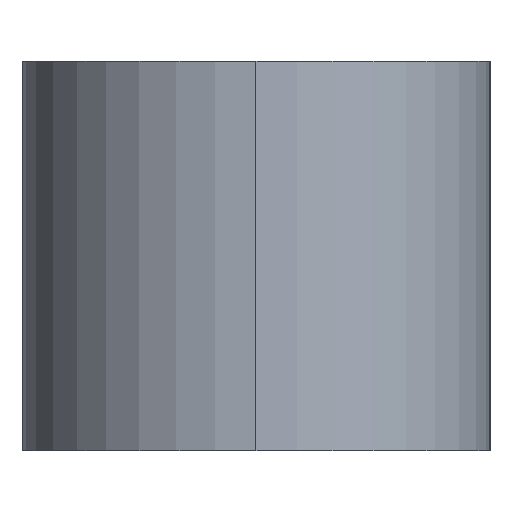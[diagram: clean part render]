
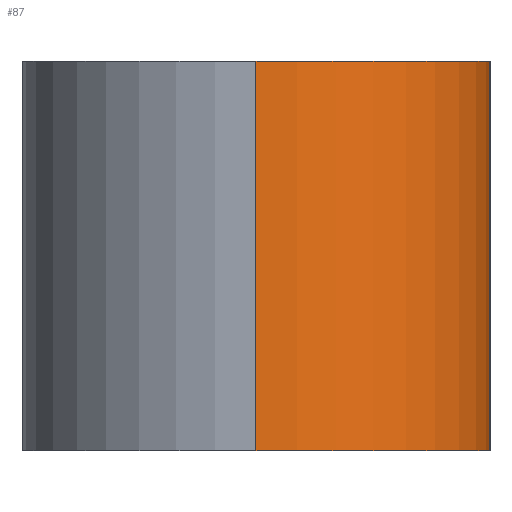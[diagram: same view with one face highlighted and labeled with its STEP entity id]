
A CAD part, left-side view. The second image highlights one B-rep face of the part: STEP entity #87.
In plain terms, the highlighted cylindrical face has radius 6 mm (diameter 12 mm), a partial arc.
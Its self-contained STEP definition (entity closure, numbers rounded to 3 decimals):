
#6 = AXIS2_PLACEMENT_3D ( 'NONE', #538, #139, #532 ) ;
#14 = VECTOR ( 'NONE', #95, 1000. ) ;
#27 = CYLINDRICAL_SURFACE ( 'NONE', #282, 6. ) ;
#37 = CARTESIAN_POINT ( 'NONE',  ( -260., -6., 0. ) ) ;
#43 = EDGE_CURVE ( 'NONE', #251, #361, #64, .T. ) ;
#64 = LINE ( 'NONE', #359, #540 ) ;
#67 = ORIENTED_EDGE ( 'NONE', *, *, #447, .F. ) ;
#87 = ADVANCED_FACE ( 'NONE', ( #467 ), #27, .T. ) ;
#95 = DIRECTION ( 'NONE',  ( 0., 0., -1. ) ) ;
#139 = DIRECTION ( 'NONE',  ( 0., 0., 1. ) ) ;
#171 = DIRECTION ( 'NONE',  ( 1., 0., 0. ) ) ;
#219 = CARTESIAN_POINT ( 'NONE',  ( -260., 0., 10. ) ) ;
#251 = VERTEX_POINT ( 'NONE', #457 ) ;
#263 = DIRECTION ( 'NONE',  ( 0., 0., -1. ) ) ;
#282 = AXIS2_PLACEMENT_3D ( 'NONE', #219, #263, #423 ) ;
#288 = CARTESIAN_POINT ( 'NONE',  ( -266., 0., 0. ) ) ;
#297 = CIRCLE ( 'NONE', #6, 6. ) ;
#305 = ORIENTED_EDGE ( 'NONE', *, *, #43, .T. ) ;
#339 = LINE ( 'NONE', #536, #14 ) ;
#357 = EDGE_LOOP ( 'NONE', ( #410, #305, #613, #67 ) ) ;
#359 = CARTESIAN_POINT ( 'NONE',  ( -266., 0., 10. ) ) ;
#361 = VERTEX_POINT ( 'NONE', #288 ) ;
#374 = CARTESIAN_POINT ( 'NONE',  ( -260., 0., 10. ) ) ;
#380 = DIRECTION ( 'NONE',  ( 0., 0., 1. ) ) ;
#391 = EDGE_CURVE ( 'NONE', #361, #511, #297, .T. ) ;
#408 = DIRECTION ( 'NONE',  ( 0., 0., -1. ) ) ;
#410 = ORIENTED_EDGE ( 'NONE', *, *, #605, .F. ) ;
#423 = DIRECTION ( 'NONE',  ( -1., 0., 0. ) ) ;
#447 = EDGE_CURVE ( 'NONE', #611, #511, #339, .T. ) ;
#457 = CARTESIAN_POINT ( 'NONE',  ( -266., 0., 10. ) ) ;
#466 = CIRCLE ( 'NONE', #637, 6. ) ;
#467 = FACE_OUTER_BOUND ( 'NONE', #357, .T. ) ;
#485 = CARTESIAN_POINT ( 'NONE',  ( -260., -6., 10. ) ) ;
#511 = VERTEX_POINT ( 'NONE', #37 ) ;
#532 = DIRECTION ( 'NONE',  ( 1., 0., 0. ) ) ;
#536 = CARTESIAN_POINT ( 'NONE',  ( -260., -6., 10. ) ) ;
#538 = CARTESIAN_POINT ( 'NONE',  ( -260., 0., 0. ) ) ;
#540 = VECTOR ( 'NONE', #408, 1000. ) ;
#605 = EDGE_CURVE ( 'NONE', #251, #611, #466, .T. ) ;
#611 = VERTEX_POINT ( 'NONE', #485 ) ;
#613 = ORIENTED_EDGE ( 'NONE', *, *, #391, .T. ) ;
#637 = AXIS2_PLACEMENT_3D ( 'NONE', #374, #380, #171 ) ;
